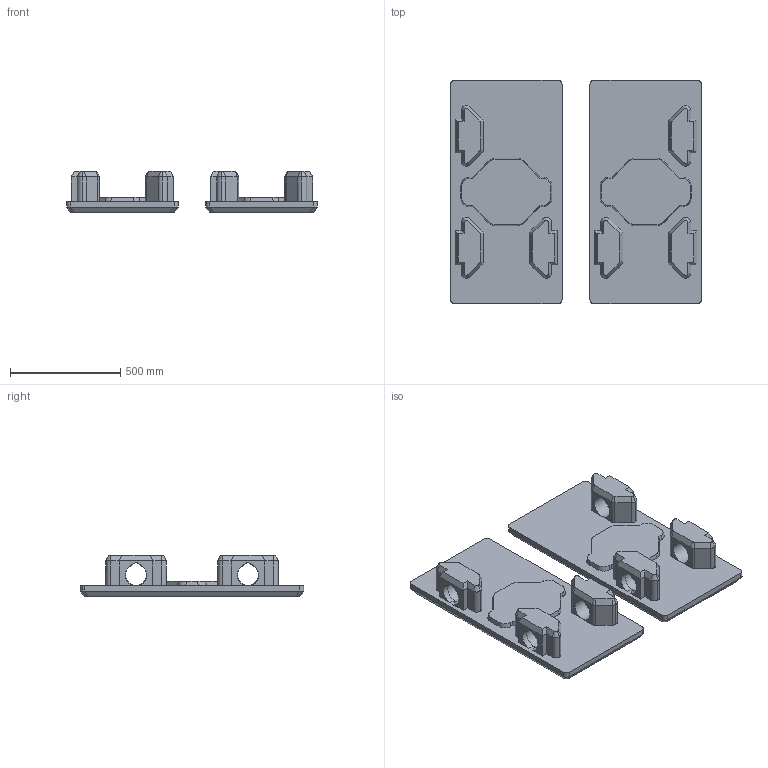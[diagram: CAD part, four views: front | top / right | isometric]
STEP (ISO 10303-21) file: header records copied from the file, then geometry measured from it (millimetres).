
FILE_DESCRIPTION(/* description */ ('','CAx-IF Rec.Pracs.---Representation and Presentation of Product Manufacturing Information (PMI)---4.0---2014-10-13'),/* implementation_level */ '2;1');
FILE_NAME(/* name */ 'end_caps.step',/* time_stamp */ '2025-06-18T17:23:48+05:30',/* author */ (''),/* organization */ (''),/* preprocessor_version */ 'ST-DEVELOPER v20',/* originating_system */ 'Autodesk Translation Framework v13.20.0.188',/* authorisation */ '');
FILE_SCHEMA (('AP242_MANAGED_MODEL_BASED_3D_ENGINEERING_MIM_LF { 1 0 10303 442 1 1 4 }'));
Length unit declared in the file: millimetre
Products named in the file (1): (Unsaved)
Bounding box: 1137.92 x 1013.46 x 187.96 mm (x, y, z)
Volume: 65394185.8 mm3; surface area: 3106399.4 mm2
Topology: 2 solids, 2 shells, 623 faces, 1727 edges, 1120 vertices
Faces by surface type: cylinder 338, plane 204, cone 60, bspline 21
Entity records: 26704 total; most frequent: CARTESIAN_POINT 10385, DIRECTION 3522, ORIENTED_EDGE 3454, EDGE_CURVE 1727, AXIS2_PLACEMENT_3D 1322, VERTEX_POINT 1120, LINE 878, VECTOR 878
